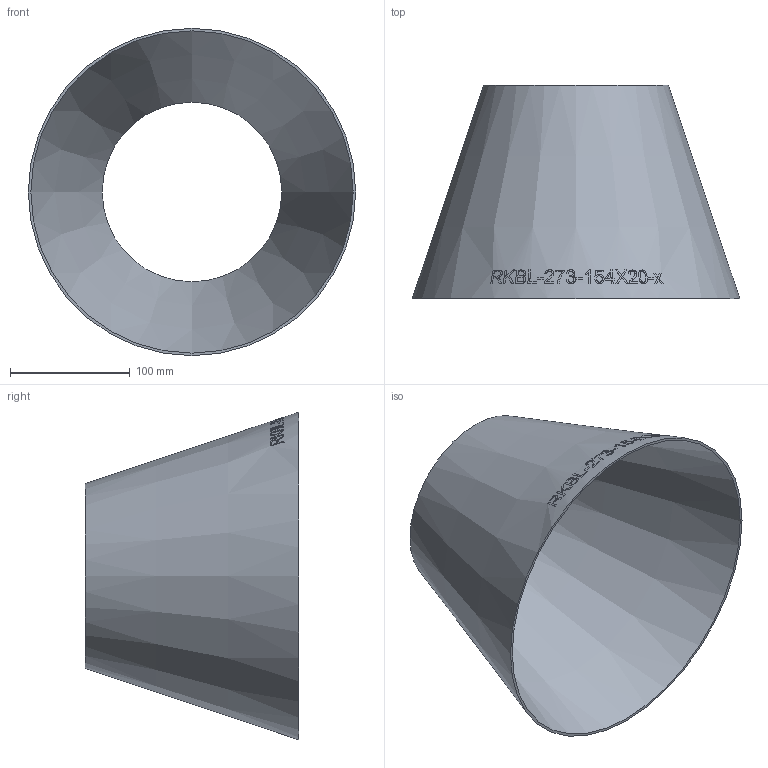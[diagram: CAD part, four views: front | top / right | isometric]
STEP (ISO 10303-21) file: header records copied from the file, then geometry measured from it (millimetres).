
FILE_DESCRIPTION (( 'STEP AP214' ), '1' );
FILE_NAME ('RKBL-273-154X20-x Reduzierung aus Blech ISO-sonstige 2007.STEP', '2020-07-13T13:59:13', ( '' ), ( '' ), 'SwSTEP 2.0', 'SolidWorks 2019', '' );
FILE_SCHEMA (( 'AUTOMOTIVE_DESIGN' ));
Length unit declared in the file: millimetre
Products named in the file (1): RKBL-273-154X20-x Reduzierung aus Blech ISO-sonstige 2007
Bounding box: 273 x 178 x 273 mm (x, y, z)
Volume: 249162.8 mm3; surface area: 252105 mm2
Topology: 1 solids, 1 shells, 223 faces, 597 edges, 398 vertices
Faces by surface type: bspline 197, cone 24, plane 2
Entity records: 31557 total; most frequent: CARTESIAN_POINT 25350, ORIENTED_EDGE 1190, EDGE_CURVE 595, B_SPLINE_CURVE_WITH_KNOTS 591, VERTEX_POINT 398, EDGE_LOOP 249, ADVANCED_FACE 223, FACE_OUTER_BOUND 223
